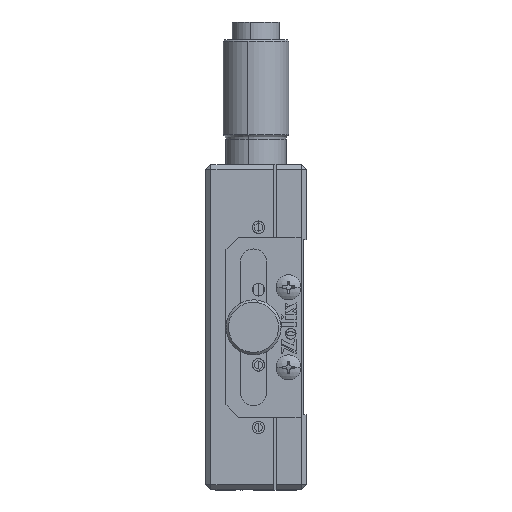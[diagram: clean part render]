
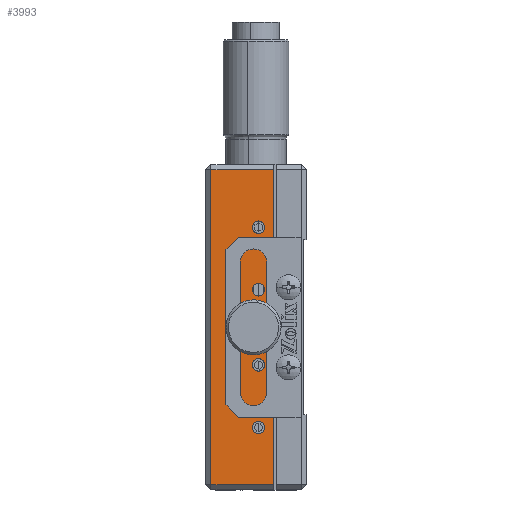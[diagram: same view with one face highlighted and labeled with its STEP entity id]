
A CAD part, left-side view. The second image highlights one B-rep face of the part: STEP entity #3993.
In plain terms, the highlighted planar face has unit normal (-1, 0, 0).
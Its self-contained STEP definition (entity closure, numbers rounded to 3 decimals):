
#43 = DIRECTION ( 'NONE',  ( 0., 0., 1. ) ) ;
#66 = FACE_BOUND ( 'NONE', #24249, .T. ) ;
#430 = EDGE_LOOP ( 'NONE', ( #6279, #2248 ) ) ;
#576 = CARTESIAN_POINT ( 'NONE',  ( -33.659, -1.017, 108.974 ) ) ;
#737 = VERTEX_POINT ( 'NONE', #22162 ) ;
#969 = DIRECTION ( 'NONE',  ( -1., 0., 0. ) ) ;
#1083 = DIRECTION ( 'NONE',  ( 0., 0., 1. ) ) ;
#1233 = EDGE_CURVE ( 'NONE', #18243, #5855, #6624, .T. ) ;
#1382 = CARTESIAN_POINT ( 'NONE',  ( -33.659, 11.483, 44.974 ) ) ;
#1453 = VECTOR ( 'NONE', #24030, 1000. ) ;
#1569 = DIRECTION ( 'NONE',  ( -1., 0., 0. ) ) ;
#1587 = DIRECTION ( 'NONE',  ( 0., 0., 1. ) ) ;
#1617 = DIRECTION ( 'NONE',  ( -1., 0., 0. ) ) ;
#1831 = EDGE_CURVE ( 'NONE', #737, #3563, #9946, .T. ) ;
#1944 = EDGE_CURVE ( 'NONE', #5855, #18243, #7561, .T. ) ;
#1998 = DIRECTION ( 'NONE',  ( 0., 0., 1. ) ) ;
#2248 = ORIENTED_EDGE ( 'NONE', *, *, #1233, .F. ) ;
#2639 = AXIS2_PLACEMENT_3D ( 'NONE', #23247, #1569, #27426 ) ;
#2685 = VERTEX_POINT ( 'NONE', #23558 ) ;
#2840 = AXIS2_PLACEMENT_3D ( 'NONE', #14062, #20512, #7750 ) ;
#3054 = FACE_BOUND ( 'NONE', #430, .T. ) ;
#3081 = DIRECTION ( 'NONE',  ( 0., 0., 1. ) ) ;
#3563 = VERTEX_POINT ( 'NONE', #16296 ) ;
#3782 = EDGE_CURVE ( 'NONE', #6666, #2685, #5432, .T. ) ;
#3949 = CIRCLE ( 'NONE', #14646, 1.25 ) ;
#3993 = ADVANCED_FACE ( 'NONE', ( #66, #18841, #24833, #3054, #19871, #10124 ), #4529, .T. ) ;
#4203 = VECTOR ( 'NONE', #18620, 1000. ) ;
#4425 = CIRCLE ( 'NONE', #18715, 2.1 ) ;
#4529 = PLANE ( 'NONE',  #24028 ) ;
#4646 = DIRECTION ( 'NONE',  ( 0., 0., 1. ) ) ;
#4735 = CARTESIAN_POINT ( 'NONE',  ( -33.659, 2.983, 77.474 ) ) ;
#4940 = CARTESIAN_POINT ( 'NONE',  ( -33.659, 2.983, 75.374 ) ) ;
#5110 = DIRECTION ( 'NONE',  ( -1., 0., 0. ) ) ;
#5169 = ORIENTED_EDGE ( 'NONE', *, *, #3782, .F. ) ;
#5432 = CIRCLE ( 'NONE', #16904, 1.25 ) ;
#5709 = VERTEX_POINT ( 'NONE', #8839 ) ;
#5855 = VERTEX_POINT ( 'NONE', #8216 ) ;
#5899 = VERTEX_POINT ( 'NONE', #27179 ) ;
#5955 = ORIENTED_EDGE ( 'NONE', *, *, #15732, .F. ) ;
#6279 = ORIENTED_EDGE ( 'NONE', *, *, #1944, .F. ) ;
#6624 = CIRCLE ( 'NONE', #7662, 1.25 ) ;
#6666 = VERTEX_POINT ( 'NONE', #26388 ) ;
#6962 = EDGE_CURVE ( 'NONE', #9121, #5709, #23638, .T. ) ;
#7121 = ORIENTED_EDGE ( 'NONE', *, *, #16514, .T. ) ;
#7122 = LINE ( 'NONE', #19687, #1453 ) ;
#7326 = CIRCLE ( 'NONE', #9650, 1.25 ) ;
#7509 = ORIENTED_EDGE ( 'NONE', *, *, #26262, .F. ) ;
#7561 = CIRCLE ( 'NONE', #2639, 1.25 ) ;
#7662 = AXIS2_PLACEMENT_3D ( 'NONE', #17761, #969, #11735 ) ;
#7750 = DIRECTION ( 'NONE',  ( 0., 0., 1. ) ) ;
#8175 = CARTESIAN_POINT ( 'NONE',  ( -33.659, -1.017, 44.974 ) ) ;
#8216 = CARTESIAN_POINT ( 'NONE',  ( -33.659, 1.983, 86.224 ) ) ;
#8376 = CARTESIAN_POINT ( 'NONE',  ( -33.659, 1.983, 96.224 ) ) ;
#8468 = CARTESIAN_POINT ( 'NONE',  ( -33.659, 1.983, 57.474 ) ) ;
#8559 = CARTESIAN_POINT ( 'NONE',  ( -33.659, -1.017, 45.974 ) ) ;
#8656 = DIRECTION ( 'NONE',  ( 0., -1., 0. ) ) ;
#8839 = CARTESIAN_POINT ( 'NONE',  ( -33.659, 1.983, 68.724 ) ) ;
#8878 = EDGE_CURVE ( 'NONE', #9953, #5899, #4425, .T. ) ;
#8930 = DIRECTION ( 'NONE',  ( -1., 0., 0. ) ) ;
#9007 = VECTOR ( 'NONE', #8656, 1000. ) ;
#9028 = CIRCLE ( 'NONE', #22218, 1.25 ) ;
#9121 = VERTEX_POINT ( 'NONE', #18529 ) ;
#9271 = ORIENTED_EDGE ( 'NONE', *, *, #8878, .F. ) ;
#9308 = VERTEX_POINT ( 'NONE', #8376 ) ;
#9411 = VERTEX_POINT ( 'NONE', #576 ) ;
#9650 = AXIS2_PLACEMENT_3D ( 'NONE', #18456, #14244, #1587 ) ;
#9946 = LINE ( 'NONE', #1382, #4203 ) ;
#9953 = VERTEX_POINT ( 'NONE', #4940 ) ;
#10124 = FACE_OUTER_BOUND ( 'NONE', #27663, .T. ) ;
#10322 = EDGE_LOOP ( 'NONE', ( #10678, #12530 ) ) ;
#10678 = ORIENTED_EDGE ( 'NONE', *, *, #27006, .F. ) ;
#11725 = EDGE_CURVE ( 'NONE', #9308, #19431, #3949, .T. ) ;
#11735 = DIRECTION ( 'NONE',  ( 0., 0., 1. ) ) ;
#12530 = ORIENTED_EDGE ( 'NONE', *, *, #11725, .F. ) ;
#13226 = DIRECTION ( 'NONE',  ( -1., 0., 0. ) ) ;
#13763 = AXIS2_PLACEMENT_3D ( 'NONE', #14457, #1617, #16446 ) ;
#14062 = CARTESIAN_POINT ( 'NONE',  ( -33.659, 1.983, 57.474 ) ) ;
#14244 = DIRECTION ( 'NONE',  ( -1., 0., 0. ) ) ;
#14326 = DIRECTION ( 'NONE',  ( -1., 0., 0. ) ) ;
#14457 = CARTESIAN_POINT ( 'NONE',  ( -33.659, 1.983, 69.974 ) ) ;
#14646 = AXIS2_PLACEMENT_3D ( 'NONE', #26703, #5110, #20048 ) ;
#14722 = EDGE_LOOP ( 'NONE', ( #7509, #9271 ) ) ;
#15568 = CARTESIAN_POINT ( 'NONE',  ( -33.659, 1.983, 83.724 ) ) ;
#15605 = EDGE_CURVE ( 'NONE', #9411, #737, #7122, .T. ) ;
#15732 = EDGE_CURVE ( 'NONE', #2685, #6666, #23842, .T. ) ;
#15833 = VECTOR ( 'NONE', #1998, 1000. ) ;
#15853 = ORIENTED_EDGE ( 'NONE', *, *, #18505, .F. ) ;
#16081 = LINE ( 'NONE', #8559, #9007 ) ;
#16144 = DIRECTION ( 'NONE',  ( -1., 0., 0. ) ) ;
#16156 = LINE ( 'NONE', #8175, #15833 ) ;
#16296 = CARTESIAN_POINT ( 'NONE',  ( -33.659, 11.483, 45.974 ) ) ;
#16446 = DIRECTION ( 'NONE',  ( 0., 0., 1. ) ) ;
#16514 = EDGE_CURVE ( 'NONE', #22077, #9411, #16156, .T. ) ;
#16751 = ORIENTED_EDGE ( 'NONE', *, *, #6962, .F. ) ;
#16904 = AXIS2_PLACEMENT_3D ( 'NONE', #8468, #25485, #43 ) ;
#17486 = CARTESIAN_POINT ( 'NONE',  ( -33.659, -1.017, 44.974 ) ) ;
#17564 = EDGE_CURVE ( 'NONE', #3563, #22077, #16081, .T. ) ;
#17761 = CARTESIAN_POINT ( 'NONE',  ( -33.659, 1.983, 84.974 ) ) ;
#17856 = CARTESIAN_POINT ( 'NONE',  ( -33.659, -1.017, 45.974 ) ) ;
#18067 = ORIENTED_EDGE ( 'NONE', *, *, #1831, .T. ) ;
#18243 = VERTEX_POINT ( 'NONE', #15568 ) ;
#18456 = CARTESIAN_POINT ( 'NONE',  ( -33.659, 1.983, 69.974 ) ) ;
#18505 = EDGE_CURVE ( 'NONE', #5709, #9121, #7326, .T. ) ;
#18529 = CARTESIAN_POINT ( 'NONE',  ( -33.659, 1.983, 71.224 ) ) ;
#18620 = DIRECTION ( 'NONE',  ( 0., 0., -1. ) ) ;
#18627 = DIRECTION ( 'NONE',  ( 0., 0., 1. ) ) ;
#18683 = CARTESIAN_POINT ( 'NONE',  ( -33.659, 1.983, 98.724 ) ) ;
#18715 = AXIS2_PLACEMENT_3D ( 'NONE', #4735, #13226, #4646 ) ;
#18841 = FACE_BOUND ( 'NONE', #22345, .T. ) ;
#19431 = VERTEX_POINT ( 'NONE', #18683 ) ;
#19687 = CARTESIAN_POINT ( 'NONE',  ( -33.659, -1.017, 108.974 ) ) ;
#19871 = FACE_BOUND ( 'NONE', #14722, .T. ) ;
#20048 = DIRECTION ( 'NONE',  ( 0., 0., 1. ) ) ;
#20512 = DIRECTION ( 'NONE',  ( -1., 0., 0. ) ) ;
#22077 = VERTEX_POINT ( 'NONE', #17856 ) ;
#22162 = CARTESIAN_POINT ( 'NONE',  ( -33.659, 11.483, 108.974 ) ) ;
#22218 = AXIS2_PLACEMENT_3D ( 'NONE', #27071, #14326, #18627 ) ;
#22345 = EDGE_LOOP ( 'NONE', ( #5955, #5169 ) ) ;
#22577 = CARTESIAN_POINT ( 'NONE',  ( -33.659, 2.983, 77.474 ) ) ;
#23247 = CARTESIAN_POINT ( 'NONE',  ( -33.659, 1.983, 84.974 ) ) ;
#23558 = CARTESIAN_POINT ( 'NONE',  ( -33.659, 1.983, 58.724 ) ) ;
#23638 = CIRCLE ( 'NONE', #13763, 1.25 ) ;
#23842 = CIRCLE ( 'NONE', #2840, 1.25 ) ;
#24028 = AXIS2_PLACEMENT_3D ( 'NONE', #17486, #8930, #1083 ) ;
#24030 = DIRECTION ( 'NONE',  ( 0., 1., 0. ) ) ;
#24249 = EDGE_LOOP ( 'NONE', ( #16751, #15853 ) ) ;
#24833 = FACE_BOUND ( 'NONE', #10322, .T. ) ;
#25485 = DIRECTION ( 'NONE',  ( -1., 0., 0. ) ) ;
#26262 = EDGE_CURVE ( 'NONE', #5899, #9953, #27457, .T. ) ;
#26332 = ORIENTED_EDGE ( 'NONE', *, *, #15605, .T. ) ;
#26388 = CARTESIAN_POINT ( 'NONE',  ( -33.659, 1.983, 56.224 ) ) ;
#26629 = AXIS2_PLACEMENT_3D ( 'NONE', #22577, #16144, #3081 ) ;
#26703 = CARTESIAN_POINT ( 'NONE',  ( -33.659, 1.983, 97.474 ) ) ;
#26833 = ORIENTED_EDGE ( 'NONE', *, *, #17564, .T. ) ;
#27006 = EDGE_CURVE ( 'NONE', #19431, #9308, #9028, .T. ) ;
#27071 = CARTESIAN_POINT ( 'NONE',  ( -33.659, 1.983, 97.474 ) ) ;
#27179 = CARTESIAN_POINT ( 'NONE',  ( -33.659, 2.983, 79.574 ) ) ;
#27426 = DIRECTION ( 'NONE',  ( 0., 0., 1. ) ) ;
#27457 = CIRCLE ( 'NONE', #26629, 2.1 ) ;
#27663 = EDGE_LOOP ( 'NONE', ( #7121, #26332, #18067, #26833 ) ) ;
